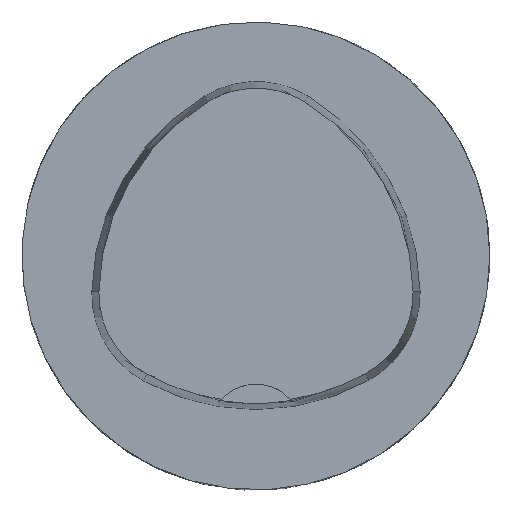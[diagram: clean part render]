
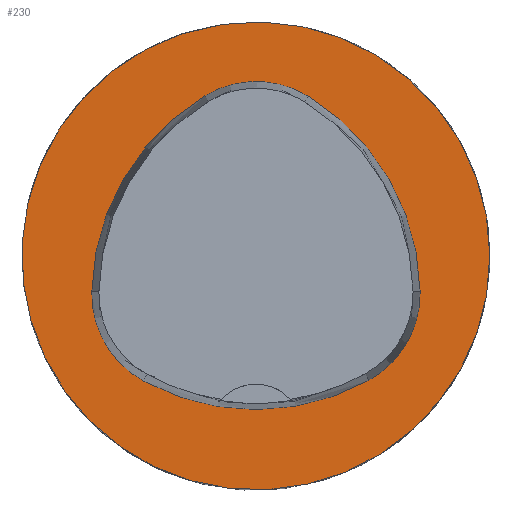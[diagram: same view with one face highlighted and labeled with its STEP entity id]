
A CAD part, top view. The second image highlights one B-rep face of the part: STEP entity #230.
In plain terms, the highlighted planar face has unit normal (0, 0, 1).
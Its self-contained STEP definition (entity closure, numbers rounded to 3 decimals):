
#120=FACE_BOUND('',#388,.T.);
#121=FACE_BOUND('',#389,.T.);
#174=CIRCLE('',#1235,20.);
#175=CIRCLE('',#1245,20.);
#177=CIRCLE('',#1248,8.5);
#179=CIRCLE('',#1251,20.);
#181=CIRCLE('',#1254,8.5);
#184=CIRCLE('',#1258,20.);
#187=CIRCLE('',#1262,8.5);
#230=ADVANCED_FACE('',(#120,#121),#279,.T.);
#279=PLANE('',#1267);
#388=EDGE_LOOP('',(#594,#595,#596,#597,#598,#599));
#389=EDGE_LOOP('',(#600));
#594=ORIENTED_EDGE('',*,*,#943,.T.);
#595=ORIENTED_EDGE('',*,*,#938,.T.);
#596=ORIENTED_EDGE('',*,*,#933,.T.);
#597=ORIENTED_EDGE('',*,*,#930,.T.);
#598=ORIENTED_EDGE('',*,*,#927,.T.);
#599=ORIENTED_EDGE('',*,*,#923,.T.);
#600=ORIENTED_EDGE('',*,*,#906,.F.);
#791=VERTEX_POINT('',#1876);
#808=VERTEX_POINT('',#1911);
#809=VERTEX_POINT('',#1912);
#812=VERTEX_POINT('',#1920);
#814=VERTEX_POINT('',#1926);
#816=VERTEX_POINT('',#1932);
#820=VERTEX_POINT('',#1945);
#906=EDGE_CURVE('',#791,#791,#174,.T.);
#923=EDGE_CURVE('',#808,#809,#175,.T.);
#927=EDGE_CURVE('',#812,#808,#177,.T.);
#930=EDGE_CURVE('',#814,#812,#179,.T.);
#933=EDGE_CURVE('',#816,#814,#181,.T.);
#938=EDGE_CURVE('',#820,#816,#184,.T.);
#943=EDGE_CURVE('',#809,#820,#187,.T.);
#1235=AXIS2_PLACEMENT_3D('',#1875,#1438,#1439);
#1245=AXIS2_PLACEMENT_3D('',#1910,#1466,#1467);
#1248=AXIS2_PLACEMENT_3D('',#1919,#1474,#1475);
#1251=AXIS2_PLACEMENT_3D('',#1925,#1481,#1482);
#1254=AXIS2_PLACEMENT_3D('',#1931,#1488,#1489);
#1258=AXIS2_PLACEMENT_3D('',#1944,#1497,#1498);
#1262=AXIS2_PLACEMENT_3D('',#1957,#1506,#1507);
#1267=AXIS2_PLACEMENT_3D('',#1962,#1516,#1517);
#1438=DIRECTION('',(0.,0.,-1.));
#1439=DIRECTION('',(1.,0.,0.));
#1466=DIRECTION('',(0.,0.,-1.));
#1467=DIRECTION('',(1.,0.,0.));
#1474=DIRECTION('',(0.,0.,-1.));
#1475=DIRECTION('',(1.,0.,0.));
#1481=DIRECTION('',(0.,0.,-1.));
#1482=DIRECTION('',(1.,0.,0.));
#1488=DIRECTION('',(0.,0.,-1.));
#1489=DIRECTION('',(1.,0.,0.));
#1497=DIRECTION('',(0.,0.,-1.));
#1498=DIRECTION('',(1.,0.,0.));
#1506=DIRECTION('',(0.,0.,-1.));
#1507=DIRECTION('',(1.,0.,0.));
#1516=DIRECTION('',(0.,0.,1.));
#1517=DIRECTION('',(1.,0.,0.));
#1875=CARTESIAN_POINT('',(0.,0.,
0.));
#1876=CARTESIAN_POINT('',(20.,0.,0.));
#1910=CARTESIAN_POINT('',(-5.955,-3.414,0.));
#1911=CARTESIAN_POINT('',(4.472,13.653,0.));
#1912=CARTESIAN_POINT('',(14.041,-3.042,0.));
#1919=CARTESIAN_POINT('',(0.04,6.4,0.));
#1920=CARTESIAN_POINT('',(-4.347,13.68,0.));
#1925=CARTESIAN_POINT('',(5.976,-3.45,0.));
#1926=CARTESIAN_POINT('',(-14.021,-3.075,0.));
#1931=CARTESIAN_POINT('',(-5.522,-3.235,0.));
#1932=CARTESIAN_POINT('',(-9.588,-10.699,0.));
#1944=CARTESIAN_POINT('',(-0.022,6.864,0.));
#1945=CARTESIAN_POINT('',(9.655,-10.639,0.));
#1957=CARTESIAN_POINT('',(5.543,-3.2,0.));
#1962=CARTESIAN_POINT('',(0.,0.,
0.));
